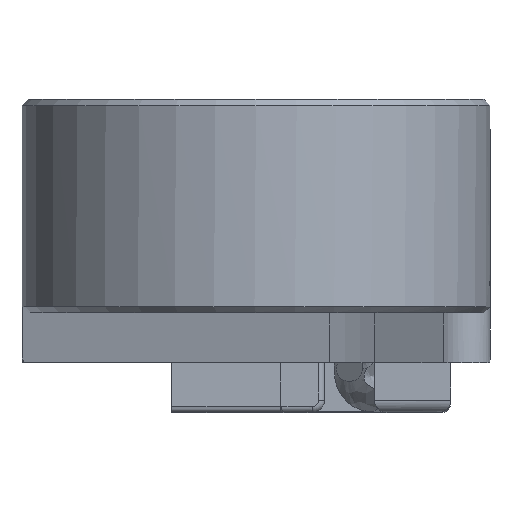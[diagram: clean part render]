
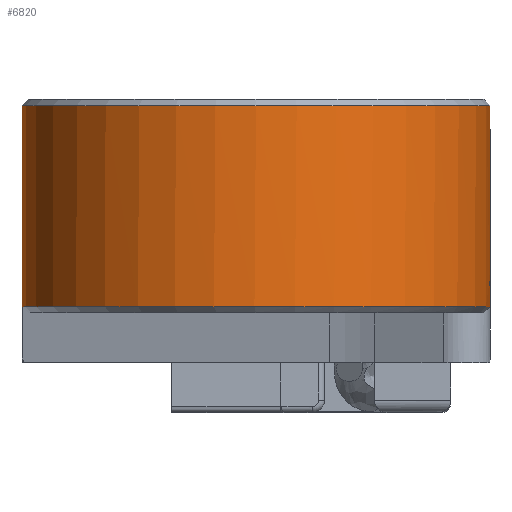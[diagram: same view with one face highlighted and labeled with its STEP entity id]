
A CAD part, front view. The second image highlights one B-rep face of the part: STEP entity #6820.
In plain terms, the highlighted cylindrical face has radius 37.5 mm (diameter 75 mm), a partial arc.
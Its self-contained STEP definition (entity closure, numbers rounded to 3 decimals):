
#263 = ORIENTED_EDGE ( 'NONE', *, *, #3720, .F. ) ;
#291 = EDGE_CURVE ( 'NONE', #5337, #6354, #6407, .T. ) ;
#377 = AXIS2_PLACEMENT_3D ( 'NONE', #7962, #5306, #1970 ) ;
#408 = ORIENTED_EDGE ( 'NONE', *, *, #905, .F. ) ;
#435 = ORIENTED_EDGE ( 'NONE', *, *, #4640, .T. ) ;
#905 = EDGE_CURVE ( 'NONE', #5337, #5888, #5201, .T. ) ;
#938 = EDGE_CURVE ( 'NONE', #8022, #8147, #4387, .T. ) ;
#1015 = CARTESIAN_POINT ( 'NONE',  ( 37.497, -0.5, 153.285 ) ) ;
#1156 = ORIENTED_EDGE ( 'NONE', *, *, #291, .T. ) ;
#1166 = DIRECTION ( 'NONE',  ( 0., 0., -1. ) ) ;
#1182 = DIRECTION ( 'NONE',  ( 0., 0., -1. ) ) ;
#1578 = LINE ( 'NONE', #1015, #7168 ) ;
#1607 = ORIENTED_EDGE ( 'NONE', *, *, #7954, .F. ) ;
#1811 = CARTESIAN_POINT ( 'NONE',  ( 37.488, -1.167, 3.667 ) ) ;
#1970 = DIRECTION ( 'NONE',  ( 1., 0., 0. ) ) ;
#2090 = CARTESIAN_POINT ( 'NONE',  ( 0., 0., 1. ) ) ;
#2413 = AXIS2_PLACEMENT_3D ( 'NONE', #7165, #1182, #7698 ) ;
#2622 = DIRECTION ( 'NONE',  ( 0., 0., -1. ) ) ;
#3045 = ORIENTED_EDGE ( 'NONE', *, *, #938, .F. ) ;
#3048 = FACE_OUTER_BOUND ( 'NONE', #4670, .T. ) ;
#3171 = CARTESIAN_POINT ( 'NONE',  ( 37.5, 0., 153.285 ) ) ;
#3720 = EDGE_CURVE ( 'NONE', #5888, #8022, #7845, .T. ) ;
#3877 = DIRECTION ( 'NONE',  ( 0., 0., -1. ) ) ;
#4170 = CARTESIAN_POINT ( 'NONE',  ( 37.5, 0., 5. ) ) ;
#4387 =( BOUNDED_CURVE ( )  B_SPLINE_CURVE ( 3, ( #5841, #5250, #1811, #8509 ),
 .UNSPECIFIED., .F., .F. ) 
 B_SPLINE_CURVE_WITH_KNOTS ( ( 4, 4 ),
 ( 4.646, 4.699 ),
 .UNSPECIFIED. ) 
 CURVE ( )  GEOMETRIC_REPRESENTATION_ITEM ( )  RATIONAL_B_SPLINE_CURVE ( ( 1., 1., 1., 1. ) ) 
 REPRESENTATION_ITEM ( '' )  );
#4640 = EDGE_CURVE ( 'NONE', #6354, #6252, #5979, .T. ) ;
#4670 = EDGE_LOOP ( 'NONE', ( #1607, #3045, #263, #408, #1156, #435, #4938 ) ) ;
#4827 = CARTESIAN_POINT ( 'NONE',  ( -37.5, 0., 1. ) ) ;
#4854 = DIRECTION ( 'NONE',  ( 1., 0., 0. ) ) ;
#4938 = ORIENTED_EDGE ( 'NONE', *, *, #6985, .T. ) ;
#5041 = CARTESIAN_POINT ( 'NONE',  ( 37.5, 0., 33.2 ) ) ;
#5201 = LINE ( 'NONE', #3171, #8642 ) ;
#5250 = CARTESIAN_POINT ( 'NONE',  ( 37.461, -1.834, 4.334 ) ) ;
#5306 = DIRECTION ( 'NONE',  ( 0., 0., -1. ) ) ;
#5337 = VERTEX_POINT ( 'NONE', #5041 ) ;
#5739 = VECTOR ( 'NONE', #2622, 1000. ) ;
#5841 = CARTESIAN_POINT ( 'NONE',  ( 37.417, -2.5, 5. ) ) ;
#5888 = VERTEX_POINT ( 'NONE', #4170 ) ;
#5904 = CARTESIAN_POINT ( 'NONE',  ( 37.417, -2.5, 5. ) ) ;
#5979 = LINE ( 'NONE', #8569, #5739 ) ;
#6165 = AXIS2_PLACEMENT_3D ( 'NONE', #7898, #1166, #8463 ) ;
#6215 = DIRECTION ( 'NONE',  ( 0., 0., -1. ) ) ;
#6252 = VERTEX_POINT ( 'NONE', #4827 ) ;
#6256 = CARTESIAN_POINT ( 'NONE',  ( 37.497, -0.5, 1. ) ) ;
#6354 = VERTEX_POINT ( 'NONE', #7039 ) ;
#6407 = CIRCLE ( 'NONE', #377, 37.5 ) ;
#6772 = DIRECTION ( 'NONE',  ( 0., 0., 1. ) ) ;
#6820 = ADVANCED_FACE ( 'NONE', ( #3048 ), #8519, .T. ) ;
#6985 = EDGE_CURVE ( 'NONE', #6252, #8191, #7724, .T. ) ;
#7039 = CARTESIAN_POINT ( 'NONE',  ( -37.5, 0., 33.2 ) ) ;
#7074 = CARTESIAN_POINT ( 'NONE',  ( 37.497, -0.5, 3. ) ) ;
#7165 = CARTESIAN_POINT ( 'NONE',  ( 0., 0., 153.285 ) ) ;
#7168 = VECTOR ( 'NONE', #6215, 1000. ) ;
#7585 = AXIS2_PLACEMENT_3D ( 'NONE', #2090, #6772, #4854 ) ;
#7698 = DIRECTION ( 'NONE',  ( -1., 0., 0. ) ) ;
#7724 = CIRCLE ( 'NONE', #7585, 37.5 ) ;
#7845 = CIRCLE ( 'NONE', #6165, 37.5 ) ;
#7898 = CARTESIAN_POINT ( 'NONE',  ( 0., 0., 5. ) ) ;
#7954 = EDGE_CURVE ( 'NONE', #8147, #8191, #1578, .T. ) ;
#7962 = CARTESIAN_POINT ( 'NONE',  ( 0., 0., 33.2 ) ) ;
#8022 = VERTEX_POINT ( 'NONE', #5904 ) ;
#8147 = VERTEX_POINT ( 'NONE', #7074 ) ;
#8191 = VERTEX_POINT ( 'NONE', #6256 ) ;
#8463 = DIRECTION ( 'NONE',  ( 0., -1., 0. ) ) ;
#8509 = CARTESIAN_POINT ( 'NONE',  ( 37.497, -0.5, 3. ) ) ;
#8519 = CYLINDRICAL_SURFACE ( 'NONE', #2413, 37.5 ) ;
#8569 = CARTESIAN_POINT ( 'NONE',  ( -37.5, 0., 153.285 ) ) ;
#8642 = VECTOR ( 'NONE', #3877, 1000. ) ;
